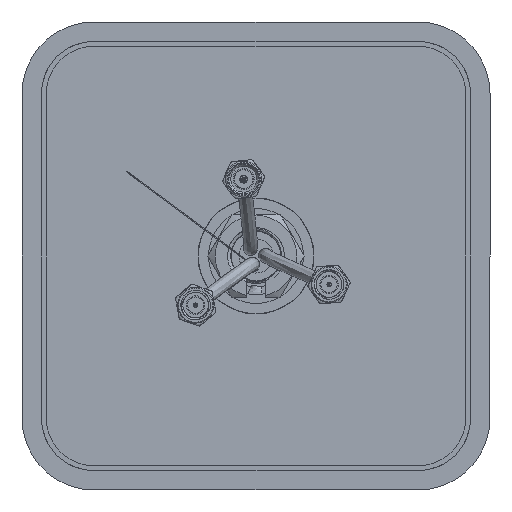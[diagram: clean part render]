
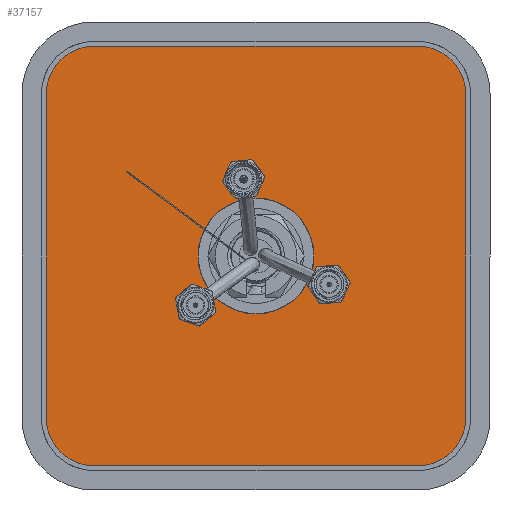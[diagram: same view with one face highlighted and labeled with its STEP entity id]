
A CAD part, front view. The second image highlights one B-rep face of the part: STEP entity #37157.
In plain terms, the highlighted planar face has unit normal (0, -1, 0).
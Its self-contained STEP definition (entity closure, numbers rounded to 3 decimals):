
#445 = ORIENTED_EDGE ( 'NONE', *, *, #75265, .F. ) ;
#1916 = EDGE_CURVE ( 'NONE', #74653, #5806, #70999, .T. ) ;
#2480 = CARTESIAN_POINT ( 'NONE',  ( 35.01, -0.4, -35.01 ) ) ;
#2757 = CIRCLE ( 'NONE', #63863, 10.24 ) ;
#3551 = ORIENTED_EDGE ( 'NONE', *, *, #77091, .F. ) ;
#4469 = ORIENTED_EDGE ( 'NONE', *, *, #4513, .F. ) ;
#4513 = EDGE_CURVE ( 'NONE', #41332, #74653, #84051, .T. ) ;
#5307 = VECTOR ( 'NONE', #69739, 1000. ) ;
#5806 = VERTEX_POINT ( 'NONE', #72611 ) ;
#6956 = DIRECTION ( 'NONE',  ( 0., 1., 0. ) ) ;
#7247 = DIRECTION ( 'NONE',  ( 0., 1., 0. ) ) ;
#7701 = CARTESIAN_POINT ( 'NONE',  ( -35.01, -0.4, 45.25 ) ) ;
#8685 = VERTEX_POINT ( 'NONE', #29202 ) ;
#12564 = ORIENTED_EDGE ( 'NONE', *, *, #1916, .F. ) ;
#12966 = CARTESIAN_POINT ( 'NONE',  ( -35.01, -0.4, -35.01 ) ) ;
#13765 = CARTESIAN_POINT ( 'NONE',  ( 45.25, -0.4, -35.01 ) ) ;
#16576 = VECTOR ( 'NONE', #32939, 1000. ) ;
#17342 = EDGE_CURVE ( 'NONE', #45234, #8685, #61501, .T. ) ;
#17402 = CARTESIAN_POINT ( 'NONE',  ( -45.25, -0.4, 35.01 ) ) ;
#18023 = CARTESIAN_POINT ( 'NONE',  ( -35.01, -0.4, 45.25 ) ) ;
#19450 = CARTESIAN_POINT ( 'NONE',  ( -45.25, -0.4, -35.01 ) ) ;
#20768 = DIRECTION ( 'NONE',  ( 0., 1., 0. ) ) ;
#22052 = DIRECTION ( 'NONE',  ( 0., 0., -1. ) ) ;
#22323 = CARTESIAN_POINT ( 'NONE',  ( 35.01, -0.4, -45.25 ) ) ;
#22367 = CARTESIAN_POINT ( 'NONE',  ( -35.01, -0.4, -45.25 ) ) ;
#22868 = AXIS2_PLACEMENT_3D ( 'NONE', #12966, #20768, #54267 ) ;
#23679 = DIRECTION ( 'NONE',  ( 1., 0., 0. ) ) ;
#25372 = EDGE_CURVE ( 'NONE', #65869, #65869, #26834, .T. ) ;
#26229 = DIRECTION ( 'NONE',  ( 0., 1., 0. ) ) ;
#26834 = CIRCLE ( 'NONE', #62927, 12.5 ) ;
#29166 = EDGE_LOOP ( 'NONE', ( #59610 ) ) ;
#29202 = CARTESIAN_POINT ( 'NONE',  ( -35.01, -0.4, -45.25 ) ) ;
#30265 = DIRECTION ( 'NONE',  ( 0., 0., 1. ) ) ;
#32161 = CARTESIAN_POINT ( 'NONE',  ( 35.01, -0.4, -35.01 ) ) ;
#32220 = EDGE_LOOP ( 'NONE', ( #63814, #84456, #12564, #4469, #69009, #445, #3551, #42316 ) ) ;
#32939 = DIRECTION ( 'NONE',  ( 0., 0., -1. ) ) ;
#33900 = DIRECTION ( 'NONE',  ( 0., 0., 1. ) ) ;
#34894 = AXIS2_PLACEMENT_3D ( 'NONE', #32161, #7247, #77818 ) ;
#37157 = ADVANCED_FACE ( 'NONE', ( #67238, #44804 ), #65199, .F. ) ;
#40734 = LINE ( 'NONE', #41596, #74173 ) ;
#40914 = VECTOR ( 'NONE', #23679, 1000. ) ;
#41157 = DIRECTION ( 'NONE',  ( 0., 0., 1. ) ) ;
#41332 = VERTEX_POINT ( 'NONE', #7701 ) ;
#41596 = CARTESIAN_POINT ( 'NONE',  ( -45.25, -0.4, 35.01 ) ) ;
#42316 = ORIENTED_EDGE ( 'NONE', *, *, #17342, .F. ) ;
#42356 = EDGE_CURVE ( 'NONE', #5806, #80364, #65976, .T. ) ;
#42848 = EDGE_CURVE ( 'NONE', #60210, #41332, #2757, .T. ) ;
#44804 = FACE_BOUND ( 'NONE', #29166, .T. ) ;
#44810 = VERTEX_POINT ( 'NONE', #19450 ) ;
#45234 = VERTEX_POINT ( 'NONE', #22323 ) ;
#52170 = CARTESIAN_POINT ( 'NONE',  ( 35.01, -0.4, 45.25 ) ) ;
#52335 = DIRECTION ( 'NONE',  ( 0., 0., -1. ) ) ;
#54267 = DIRECTION ( 'NONE',  ( 0., 0., 1. ) ) ;
#54690 = CARTESIAN_POINT ( 'NONE',  ( 35.01, -0.4, 35.01 ) ) ;
#54729 = CIRCLE ( 'NONE', #76907, 10.24 ) ;
#59610 = ORIENTED_EDGE ( 'NONE', *, *, #25372, .T. ) ;
#60210 = VERTEX_POINT ( 'NONE', #17402 ) ;
#60220 = CARTESIAN_POINT ( 'NONE',  ( 0., -0.4, 12.5 ) ) ;
#61501 = LINE ( 'NONE', #22367, #5307 ) ;
#62927 = AXIS2_PLACEMENT_3D ( 'NONE', #65648, #6956, #33900 ) ;
#63814 = ORIENTED_EDGE ( 'NONE', *, *, #76378, .F. ) ;
#63863 = AXIS2_PLACEMENT_3D ( 'NONE', #79228, #26229, #52335 ) ;
#65199 = PLANE ( 'NONE',  #34894 ) ;
#65648 = CARTESIAN_POINT ( 'NONE',  ( 0., -0.4, 0. ) ) ;
#65869 = VERTEX_POINT ( 'NONE', #60220 ) ;
#65976 = LINE ( 'NONE', #72920, #16576 ) ;
#67238 = FACE_OUTER_BOUND ( 'NONE', #32220, .T. ) ;
#69009 = ORIENTED_EDGE ( 'NONE', *, *, #42848, .F. ) ;
#69739 = DIRECTION ( 'NONE',  ( -1., 0., 0. ) ) ;
#70999 = CIRCLE ( 'NONE', #75119, 10.24 ) ;
#72611 = CARTESIAN_POINT ( 'NONE',  ( 45.25, -0.4, 35.01 ) ) ;
#72920 = CARTESIAN_POINT ( 'NONE',  ( 45.25, -0.4, 35.01 ) ) ;
#74173 = VECTOR ( 'NONE', #41157, 1000. ) ;
#74653 = VERTEX_POINT ( 'NONE', #52170 ) ;
#75119 = AXIS2_PLACEMENT_3D ( 'NONE', #54690, #81144, #22052 ) ;
#75265 = EDGE_CURVE ( 'NONE', #44810, #60210, #40734, .T. ) ;
#76378 = EDGE_CURVE ( 'NONE', #80364, #45234, #54729, .T. ) ;
#76755 = DIRECTION ( 'NONE',  ( 0., 1., 0. ) ) ;
#76907 = AXIS2_PLACEMENT_3D ( 'NONE', #2480, #76755, #30265 ) ;
#77091 = EDGE_CURVE ( 'NONE', #8685, #44810, #81101, .T. ) ;
#77818 = DIRECTION ( 'NONE',  ( 0., 0., 1. ) ) ;
#79228 = CARTESIAN_POINT ( 'NONE',  ( -35.01, -0.4, 35.01 ) ) ;
#80364 = VERTEX_POINT ( 'NONE', #13765 ) ;
#81101 = CIRCLE ( 'NONE', #22868, 10.24 ) ;
#81144 = DIRECTION ( 'NONE',  ( 0., 1., 0. ) ) ;
#84051 = LINE ( 'NONE', #18023, #40914 ) ;
#84456 = ORIENTED_EDGE ( 'NONE', *, *, #42356, .F. ) ;
